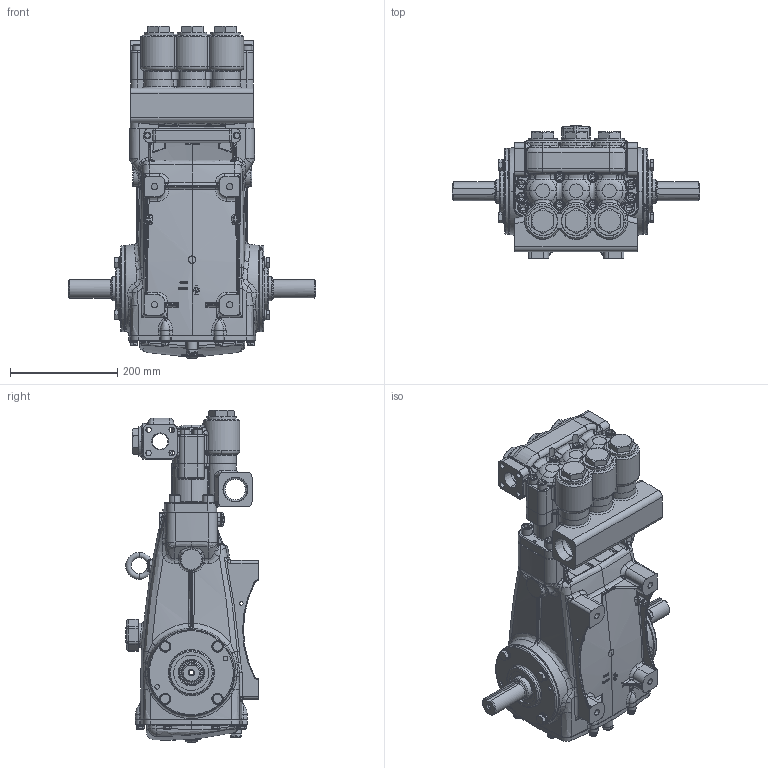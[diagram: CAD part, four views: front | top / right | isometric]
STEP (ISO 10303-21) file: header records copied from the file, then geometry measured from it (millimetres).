
FILE_DESCRIPTION (( 'STEP AP203' ), '1' );
FILE_NAME ('3537.STEP', '2020-02-03T21:03:58', ( '' ), ( '' ), 'SwSTEP 2.0', 'SolidWorks 2019', '' );
FILE_SCHEMA (( 'CONFIG_CONTROL_DESIGN' ));
Products named in the file (1): 3537
Bounding box: 460 x 247.5 x 618 mm (x, y, z)
Surface area: 871820.9 mm2 (no closed solid volume)
Topology: 0 solids, 84 shells, 2526 faces, 8310 edges, 5567 vertices
Faces by surface type: plane 706, bspline 642, cylinder 624, cone 274, torus 227, sphere 53
Entity records: 131240 total; most frequent: CARTESIAN_POINT 65676, ORIENTED_EDGE 13403, DIRECTION 12650, EDGE_CURVE 8213, VERTEX_POINT 5563, AXIS2_PLACEMENT_3D 5152, CIRCLE 3267, EDGE_LOOP 2781
